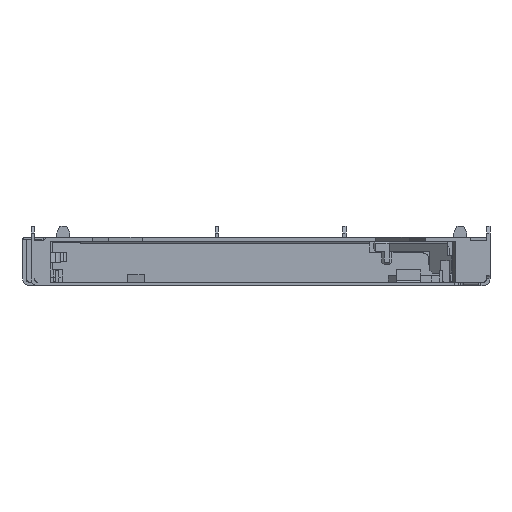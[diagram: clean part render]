
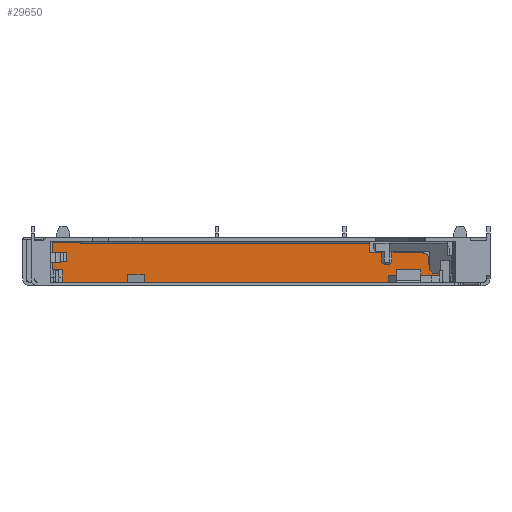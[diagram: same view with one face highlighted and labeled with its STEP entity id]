
A CAD part, front view. The second image highlights one B-rep face of the part: STEP entity #29650.
In plain terms, the highlighted planar face has unit normal (0, -1, 0).
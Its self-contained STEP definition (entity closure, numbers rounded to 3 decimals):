
#10170=CARTESIAN_POINT('',(54.55,22.319,0.));
#10180=VERTEX_POINT('',#10170);
#10210=CARTESIAN_POINT('',(54.55,22.319,0.));
#10220=DIRECTION('',(0.,0.,1.));
#10230=VECTOR('',#10220,1.);
#10240=LINE('',#10210,#10230);
#10250=CARTESIAN_POINT('',(54.55,22.319,2.45));
#10260=VERTEX_POINT('',#10250);
#10270=EDGE_CURVE('',#10180,#10260,#10240,.T.);
#27980=CARTESIAN_POINT('',(40.935,22.319,1.15));
#27990=DIRECTION('',(-0.,-1.,-0.));
#28000=DIRECTION('',(-1.,0.,0.));
#28010=AXIS2_PLACEMENT_3D('',#27980,#27990,#28000);
#28020=PLANE('',#28010);
#28030=CARTESIAN_POINT('',(31.15,22.319,2.7));
#28040=DIRECTION('',(0.,0.,-1.));
#28050=VECTOR('',#28040,1.);
#28060=LINE('',#28030,#28050);
#28070=CARTESIAN_POINT('',(31.15,22.319,0.75));
#28080=VERTEX_POINT('',#28070);
#28090=CARTESIAN_POINT('',(31.15,22.319,0.));
#28100=VERTEX_POINT('',#28090);
#28110=EDGE_CURVE('',#28080,#28100,#28060,.T.);
#28120=ORIENTED_EDGE('',*,*,#28110,.T.);
#28130=CARTESIAN_POINT('',(-50.,22.319,0.75));
#28140=DIRECTION('',(-1.,0.,0.));
#28150=VECTOR('',#28140,1.);
#28160=LINE('',#28130,#28150);
#28170=CARTESIAN_POINT('',(30.55,22.319,0.75));
#28180=VERTEX_POINT('',#28170);
#28190=EDGE_CURVE('',#28080,#28180,#28160,.T.);
#28200=ORIENTED_EDGE('',*,*,#28190,.F.);
#28210=CARTESIAN_POINT('',(30.55,22.319,0.));
#28220=DIRECTION('',(0.,0.,1.));
#28230=VECTOR('',#28220,1.);
#28240=LINE('',#28210,#28230);
#28250=CARTESIAN_POINT('',(30.55,22.319,2.4));
#28260=VERTEX_POINT('',#28250);
#28270=EDGE_CURVE('',#28180,#28260,#28240,.T.);
#28280=ORIENTED_EDGE('',*,*,#28270,.F.);
#28290=CARTESIAN_POINT('',(-50.,22.319,2.4));
#28300=DIRECTION('',(1.,0.,0.));
#28310=VECTOR('',#28300,1.);
#28320=LINE('',#28290,#28310);
#28330=CARTESIAN_POINT('',(32.27,22.319,2.4));
#28340=VERTEX_POINT('',#28330);
#28350=EDGE_CURVE('',#28260,#28340,#28320,.T.);
#28360=ORIENTED_EDGE('',*,*,#28350,.F.);
#28370=CARTESIAN_POINT('',(32.27,22.319,2.7));
#28380=DIRECTION('',(0.,0.,-1.));
#28390=VECTOR('',#28380,1.);
#28400=LINE('',#28370,#28390);
#28410=CARTESIAN_POINT('',(32.27,22.319,2.3));
#28420=VERTEX_POINT('',#28410);
#28430=EDGE_CURVE('',#28340,#28420,#28400,.T.);
#28440=ORIENTED_EDGE('',*,*,#28430,.F.);
#28450=CARTESIAN_POINT('',(-50.,22.319,2.3));
#28460=DIRECTION('',(-1.,0.,0.));
#28470=VECTOR('',#28460,1.);
#28480=LINE('',#28450,#28470);
#28490=CARTESIAN_POINT('',(49.6,22.319,2.3));
#28500=VERTEX_POINT('',#28490);
#28510=EDGE_CURVE('',#28500,#28420,#28480,.T.);
#28520=ORIENTED_EDGE('',*,*,#28510,.T.);
#28530=CARTESIAN_POINT('',(49.6,22.319,0.));
#28540=DIRECTION('',(0.,0.,-1.));
#28550=VECTOR('',#28540,1.);
#28560=LINE('',#28530,#28550);
#28570=CARTESIAN_POINT('',(49.6,22.319,1.8));
#28580=VERTEX_POINT('',#28570);
#28590=EDGE_CURVE('',#28500,#28580,#28560,.T.);
#28600=ORIENTED_EDGE('',*,*,#28590,.F.);
#28610=CARTESIAN_POINT('',(32.25,22.319,1.8));
#28620=DIRECTION('',(1.,0.,0.));
#28630=VECTOR('',#28620,1.);
#28640=LINE('',#28610,#28630);
#28650=CARTESIAN_POINT('',(52.795,22.319,1.8));
#28660=VERTEX_POINT('',#28650);
#28670=EDGE_CURVE('',#28580,#28660,#28640,.T.);
#28680=ORIENTED_EDGE('',*,*,#28670,.F.);
#28690=CARTESIAN_POINT('',(52.795,22.319,1.8));
#28700=DIRECTION('',(0.,0.,-1.));
#28710=VECTOR('',#28700,1.);
#28720=LINE('',#28690,#28710);
#28730=CARTESIAN_POINT('',(52.795,22.319,1.7));
#28740=VERTEX_POINT('',#28730);
#28750=EDGE_CURVE('',#28660,#28740,#28720,.T.);
#28760=ORIENTED_EDGE('',*,*,#28750,.F.);
#28770=CARTESIAN_POINT('',(-50.,22.319,1.7));
#28780=DIRECTION('',(1.,0.,0.));
#28790=VECTOR('',#28780,1.);
#28800=LINE('',#28770,#28790);
#28810=CARTESIAN_POINT('',(52.9,22.319,1.7));
#28820=VERTEX_POINT('',#28810);
#28830=EDGE_CURVE('',#28740,#28820,#28800,.T.);
#28840=ORIENTED_EDGE('',*,*,#28830,.F.);
#28850=CARTESIAN_POINT('',(52.9,22.319,1.5));
#28860=DIRECTION('',(0.,-1.,0.));
#28870=DIRECTION('',(-1.,0.,0.));
#28880=AXIS2_PLACEMENT_3D('',#28850,#28860,#28870);
#28890=CIRCLE('',#28880,0.2);
#28900=CARTESIAN_POINT('',(53.1,22.319,1.5));
#28910=VERTEX_POINT('',#28900);
#28920=EDGE_CURVE('',#28910,#28820,#28890,.T.);
#28930=ORIENTED_EDGE('',*,*,#28920,.T.);
#28940=CARTESIAN_POINT('',(53.1,22.319,0.));
#28950=DIRECTION('',(0.,0.,-1.));
#28960=VECTOR('',#28950,1.);
#28970=LINE('',#28940,#28960);
#28980=CARTESIAN_POINT('',(53.1,22.319,1.05));
#28990=VERTEX_POINT('',#28980);
#29000=EDGE_CURVE('',#28910,#28990,#28970,.T.);
#29010=ORIENTED_EDGE('',*,*,#29000,.F.);
#29020=CARTESIAN_POINT('',(-50.,22.319,1.05));
#29030=DIRECTION('',(1.,0.,0.));
#29040=VECTOR('',#29030,1.);
#29050=LINE('',#29020,#29040);
#29060=CARTESIAN_POINT('',(54.3,22.319,1.05));
#29070=VERTEX_POINT('',#29060);
#29080=EDGE_CURVE('',#28990,#29070,#29050,.T.);
#29090=ORIENTED_EDGE('',*,*,#29080,.F.);
#29100=CARTESIAN_POINT('',(54.3,22.319,0.));
#29110=DIRECTION('',(0.,0.,1.));
#29120=VECTOR('',#29110,1.);
#29130=LINE('',#29100,#29120);
#29140=CARTESIAN_POINT('',(54.3,22.319,2.45));
#29150=VERTEX_POINT('',#29140);
#29160=EDGE_CURVE('',#29070,#29150,#29130,.T.);
#29170=ORIENTED_EDGE('',*,*,#29160,.F.);
#29180=CARTESIAN_POINT('',(55.,22.319,2.45));
#29190=DIRECTION('',(-1.,0.,0.));
#29200=VECTOR('',#29190,1.);
#29210=LINE('',#29180,#29200);
#29220=EDGE_CURVE('',#10260,#29150,#29210,.T.);
#29230=ORIENTED_EDGE('',*,*,#29220,.T.);
#29240=ORIENTED_EDGE('',*,*,#10270,.T.);
#29250=CARTESIAN_POINT('',(-50.,22.319,0.));
#29260=DIRECTION('',(-1.,0.,0.));
#29270=VECTOR('',#29260,1.);
#29280=LINE('',#29250,#29270);
#29290=CARTESIAN_POINT('',(54.1,22.319,0.));
#29300=VERTEX_POINT('',#29290);
#29310=EDGE_CURVE('',#10180,#29300,#29280,.T.);
#29320=ORIENTED_EDGE('',*,*,#29310,.F.);
#29330=CARTESIAN_POINT('',(54.1,22.319,2.7));
#29340=DIRECTION('',(0.,0.,-1.));
#29350=VECTOR('',#29340,1.);
#29360=LINE('',#29330,#29350);
#29370=CARTESIAN_POINT('',(54.1,22.319,0.4));
#29380=VERTEX_POINT('',#29370);
#29390=EDGE_CURVE('',#29380,#29300,#29360,.T.);
#29400=ORIENTED_EDGE('',*,*,#29390,.T.);
#29410=CARTESIAN_POINT('',(-50.,22.319,0.4));
#29420=DIRECTION('',(-1.,0.,0.));
#29430=VECTOR('',#29420,1.);
#29440=LINE('',#29410,#29430);
#29450=CARTESIAN_POINT('',(50.7,22.319,0.4));
#29460=VERTEX_POINT('',#29450);
#29470=EDGE_CURVE('',#29380,#29460,#29440,.T.);
#29480=ORIENTED_EDGE('',*,*,#29470,.F.);
#29490=CARTESIAN_POINT('',(50.7,22.319,2.7));
#29500=DIRECTION('',(0.,0.,-1.));
#29510=VECTOR('',#29500,1.);
#29520=LINE('',#29490,#29510);
#29530=CARTESIAN_POINT('',(50.7,22.319,0.));
#29540=VERTEX_POINT('',#29530);
#29550=EDGE_CURVE('',#29460,#29540,#29520,.T.);
#29560=ORIENTED_EDGE('',*,*,#29550,.F.);
#29570=CARTESIAN_POINT('',(-50.,22.319,0.));
#29580=DIRECTION('',(-1.,0.,0.));
#29590=VECTOR('',#29580,1.);
#29600=LINE('',#29570,#29590);
#29610=EDGE_CURVE('',#29540,#28100,#29600,.T.);
#29620=ORIENTED_EDGE('',*,*,#29610,.F.);
#29630=EDGE_LOOP('',(#29620,#29560,#29480,#29400,#29320,#29240,#29230,
#29170,#29090,#29010,#28930,#28840,#28760,#28680,#28600,#28520,#28440,
#28360,#28280,#28200,#28120));
#29640=FACE_OUTER_BOUND('',#29630,.T.);
#29650=ADVANCED_FACE('',(#29640),#28020,.T.);
